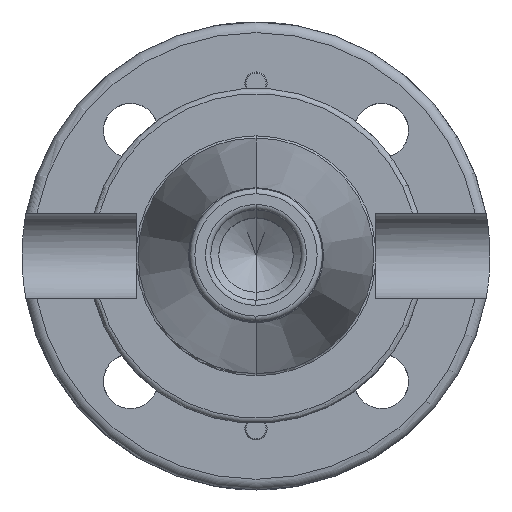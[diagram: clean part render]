
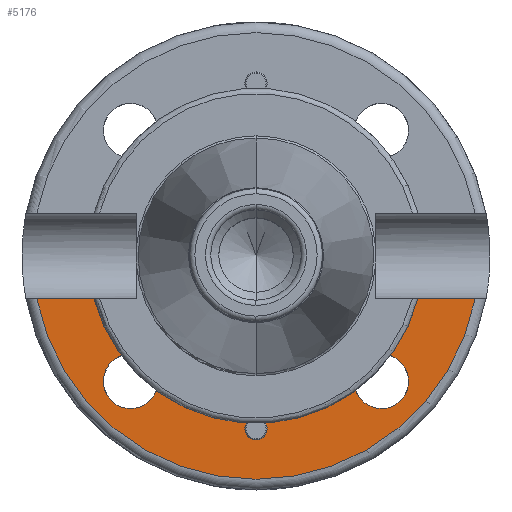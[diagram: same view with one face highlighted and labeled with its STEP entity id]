
A CAD part, top view. The second image highlights one B-rep face of the part: STEP entity #5176.
In plain terms, the highlighted planar face has unit normal (0, 0, 1).
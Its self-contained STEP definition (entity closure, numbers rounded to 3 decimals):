
#961=DIRECTION('',(1,0,0));
#962=VECTOR('',#961,11.285);
#963=CARTESIAN_POINT('',(-41.221,-8.05,-2));
#964=LINE('',#963,#962);
#965=CARTESIAN_POINT('',(-23.58,-23.58,-2));
#966=DIRECTION('',(0,0,-1));
#967=DIRECTION('',(0,-1,0));
#968=AXIS2_PLACEMENT_3D('',#965,#966,#967);
#970=CARTESIAN_POINT('',(-23.58,-23.58,-2));
#971=DIRECTION('',(0,0,-1));
#972=DIRECTION('',(0.971,-0.238,0));
#973=AXIS2_PLACEMENT_3D('',#970,#971,#972);
#975=CARTESIAN_POINT('',(0,-32.5,-2));
#976=DIRECTION('',(0,0,1));
#977=DIRECTION('',(-0.683,0.73,0));
#978=AXIS2_PLACEMENT_3D('',#975,#976,#977);
#980=CARTESIAN_POINT('',(0,-32.5,-2));
#981=DIRECTION('',(0,0,1));
#982=DIRECTION('',(0,-1,0));
#983=AXIS2_PLACEMENT_3D('',#980,#981,#982);
#985=CARTESIAN_POINT('',(23.58,-23.58,-2));
#986=DIRECTION('',(0,0,-1));
#987=DIRECTION('',(1,0,0));
#988=AXIS2_PLACEMENT_3D('',#985,#986,#987);
#990=CARTESIAN_POINT('',(23.58,-23.58,-2));
#991=DIRECTION('',(0,0,-1));
#992=DIRECTION('',(0.238,0.971,0));
#993=AXIS2_PLACEMENT_3D('',#990,#991,#992);
#995=DIRECTION('',(-1,0,0));
#996=VECTOR('',#995,11.285);
#997=CARTESIAN_POINT('',(41.221,-8.05,-2));
#998=LINE('',#997,#996);
#1301=CARTESIAN_POINT('',(0,0,-2));
#1302=DIRECTION('',(0,0,-1));
#1303=DIRECTION('',(0.6,-0.8,0));
#1304=AXIS2_PLACEMENT_3D('',#1301,#1302,#1303);
#1319=CARTESIAN_POINT('',(0,0,-2));
#1320=DIRECTION('',(0,0,1));
#1321=DIRECTION('',(-0.6,-0.8,0));
#1322=AXIS2_PLACEMENT_3D('',#1319,#1320,#1321);
#1377=CARTESIAN_POINT('',(0,0,-2));
#1378=DIRECTION('',(0,0,-1));
#1379=DIRECTION('',(0.966,-0.26,0));
#1380=AXIS2_PLACEMENT_3D('',#1377,#1378,#1379);
#1434=CARTESIAN_POINT('',(0,0,-2));
#1435=DIRECTION('',(0,0,1));
#1436=DIRECTION('',(-0.966,-0.26,0));
#1437=AXIS2_PLACEMENT_3D('',#1434,#1435,#1436);
#1773=CARTESIAN_POINT('',(0,0,-2));
#1774=DIRECTION('',(0,0,1));
#1775=DIRECTION('',(-0.981,-0.192,0));
#1776=AXIS2_PLACEMENT_3D('',#1773,#1774,#1775);
#3513=CARTESIAN_POINT('',(0,-34.6,-2));
#3514=CARTESIAN_POINT('',(1.435,-30.967,-2));
#3515=VERTEX_POINT('',#3513);
#3516=VERTEX_POINT('',#3514);
#3517=CARTESIAN_POINT('',(-1.435,-30.967,-2));
#3518=VERTEX_POINT('',#3517);
#3571=CARTESIAN_POINT('',(28.705,-23.58,-2));
#3572=CARTESIAN_POINT('',(18.602,-24.799,-2));
#3573=VERTEX_POINT('',#3571);
#3574=VERTEX_POINT('',#3572);
#3575=CARTESIAN_POINT('',(24.799,-18.602,-2));
#3576=VERTEX_POINT('',#3575);
#3591=CARTESIAN_POINT('',(-23.58,-28.705,-2));
#3592=CARTESIAN_POINT('',(-24.799,-18.602,-2));
#3593=VERTEX_POINT('',#3591);
#3594=VERTEX_POINT('',#3592);
#3595=CARTESIAN_POINT('',(-18.602,-24.799,-2));
#3596=VERTEX_POINT('',#3595);
#4014=CARTESIAN_POINT('',(29.937,-8.05,-2));
#4016=VERTEX_POINT('',#4014);
#4023=CARTESIAN_POINT('',(41.221,-8.05,-2));
#4024=VERTEX_POINT('',#4023);
#4032=CARTESIAN_POINT('',(-29.937,-8.05,-2));
#4034=VERTEX_POINT('',#4032);
#4037=CARTESIAN_POINT('',(-41.221,-8.05,-2));
#4038=VERTEX_POINT('',#4037);
#5144=CARTESIAN_POINT('',(0,0,-2));
#5145=DIRECTION('',(0,0,-1));
#5146=DIRECTION('',(0,-1,0));
#5147=AXIS2_PLACEMENT_3D('',#5144,#5145,#5146);
#5148=PLANE('',#5147);
#5150=ORIENTED_EDGE('',*,*,#5149,.T.);
#5152=ORIENTED_EDGE('',*,*,#5151,.T.);
#5154=ORIENTED_EDGE('',*,*,#5153,.F.);
#5156=ORIENTED_EDGE('',*,*,#5155,.F.);
#5158=ORIENTED_EDGE('',*,*,#5157,.T.);
#5160=ORIENTED_EDGE('',*,*,#5159,.T.);
#5162=ORIENTED_EDGE('',*,*,#5161,.T.);
#5164=ORIENTED_EDGE('',*,*,#5163,.F.);
#5166=ORIENTED_EDGE('',*,*,#5165,.F.);
#5167=ORIENTED_EDGE('',*,*,#5096,.F.);
#5169=ORIENTED_EDGE('',*,*,#5168,.F.);
#5171=ORIENTED_EDGE('',*,*,#5170,.F.);
#5173=ORIENTED_EDGE('',*,*,#5172,.F.);
#5174=EDGE_LOOP('',(#5150,#5152,#5154,#5156,#5158,#5160,#5162,#5164,#5166,#5167,
#5169,#5171,#5173));
#5175=FACE_OUTER_BOUND('',#5174,.F.);
#5176=ADVANCED_FACE('',(#5175),#5148,.F.);
#969=CIRCLE('',#968,5.125);
#974=CIRCLE('',#973,5.125);
#979=CIRCLE('',#978,2.1);
#984=CIRCLE('',#983,2.1);
#989=CIRCLE('',#988,5.125);
#994=CIRCLE('',#993,5.125);
#1305=CIRCLE('',#1304,31);
#1323=CIRCLE('',#1322,31);
#1381=CIRCLE('',#1380,31);
#1438=CIRCLE('',#1437,31);
#1777=CIRCLE('',#1776,42);
#5096=EDGE_CURVE('',#3576,#3573,#994,.T.);
#5149=EDGE_CURVE('',#4038,#4034,#964,.T.);
#5151=EDGE_CURVE('',#4034,#3594,#1438,.T.);
#5153=EDGE_CURVE('',#3593,#3594,#969,.T.);
#5155=EDGE_CURVE('',#3596,#3593,#974,.T.);
#5157=EDGE_CURVE('',#3596,#3518,#1323,.T.);
#5159=EDGE_CURVE('',#3518,#3515,#979,.T.);
#5161=EDGE_CURVE('',#3515,#3516,#984,.T.);
#5163=EDGE_CURVE('',#3574,#3516,#1305,.T.);
#5165=EDGE_CURVE('',#3573,#3574,#989,.T.);
#5168=EDGE_CURVE('',#4016,#3576,#1381,.T.);
#5170=EDGE_CURVE('',#4024,#4016,#998,.T.);
#5172=EDGE_CURVE('',#4038,#4024,#1777,.T.);
